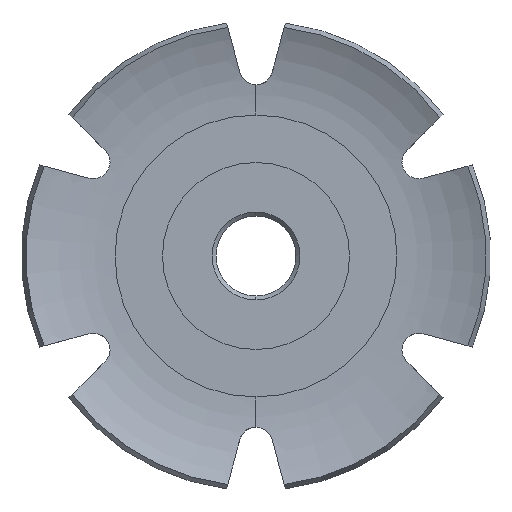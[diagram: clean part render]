
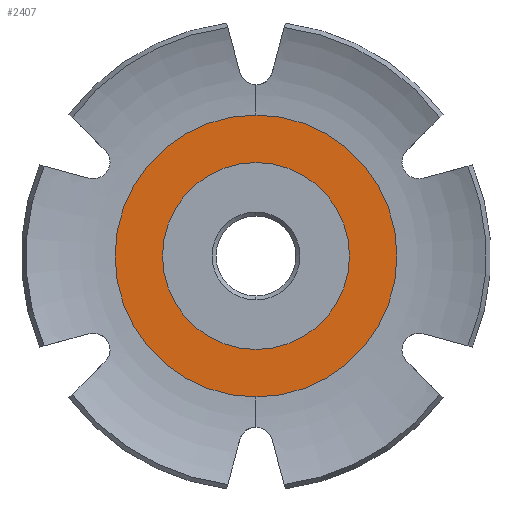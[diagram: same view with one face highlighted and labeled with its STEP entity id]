
A CAD part, front view. The second image highlights one B-rep face of the part: STEP entity #2407.
In plain terms, the highlighted planar face has unit normal (0, -1, 0).
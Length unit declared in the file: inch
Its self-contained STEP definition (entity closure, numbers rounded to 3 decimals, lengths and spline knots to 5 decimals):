
#24 = DIRECTION ( 'NONE',  ( 0., 0., -1. ) ) ;
#34 = EDGE_CURVE ( 'NONE', #1005, #1612, #1866, .T. ) ;
#36 = DIRECTION ( 'NONE',  ( 0., 1., 0. ) ) ;
#57 = CARTESIAN_POINT ( 'NONE',  ( 0., -0.17717, 0.35433 ) ) ;
#58 = CARTESIAN_POINT ( 'NONE',  ( 0., -0.17717, -0.35433 ) ) ;
#416 = EDGE_CURVE ( 'NONE', #1721, #1262, #1141, .T. ) ;
#449 = DIRECTION ( 'NONE',  ( 0., -1., 0. ) ) ;
#456 = EDGE_CURVE ( 'NONE', #1262, #1721, #1108, .T. ) ;
#522 = CIRCLE ( 'NONE', #704, 0.35433 ) ;
#636 = EDGE_LOOP ( 'NONE', ( #2435, #2056 ) ) ;
#674 = CARTESIAN_POINT ( 'NONE',  ( 0., -0.17717, 0. ) ) ;
#704 = AXIS2_PLACEMENT_3D ( 'NONE', #1741, #2394, #1349 ) ;
#795 = AXIS2_PLACEMENT_3D ( 'NONE', #2764, #2738, #2508 ) ;
#821 = CARTESIAN_POINT ( 'NONE',  ( -0.18, -0.17717, 0. ) ) ;
#916 = CARTESIAN_POINT ( 'NONE',  ( 0., -0.17717, 0.235 ) ) ;
#1005 = VERTEX_POINT ( 'NONE', #57 ) ;
#1042 = EDGE_LOOP ( 'NONE', ( #1310, #1520 ) ) ;
#1091 = FACE_BOUND ( 'NONE', #1042, .T. ) ;
#1108 = CIRCLE ( 'NONE', #2193, 0.235 ) ;
#1141 = CIRCLE ( 'NONE', #795, 0.235 ) ;
#1262 = VERTEX_POINT ( 'NONE', #916 ) ;
#1284 = DIRECTION ( 'NONE',  ( 0., 0., 1. ) ) ;
#1293 = DIRECTION ( 'NONE',  ( 0., 1., 0. ) ) ;
#1310 = ORIENTED_EDGE ( 'NONE', *, *, #456, .T. ) ;
#1349 = DIRECTION ( 'NONE',  ( 0., 0., -1. ) ) ;
#1489 = DIRECTION ( 'NONE',  ( 0., 0., 1. ) ) ;
#1510 = AXIS2_PLACEMENT_3D ( 'NONE', #821, #1293, #1489 ) ;
#1520 = ORIENTED_EDGE ( 'NONE', *, *, #416, .T. ) ;
#1612 = VERTEX_POINT ( 'NONE', #58 ) ;
#1721 = VERTEX_POINT ( 'NONE', #2077 ) ;
#1741 = CARTESIAN_POINT ( 'NONE',  ( 0., -0.17717, 0. ) ) ;
#1866 = CIRCLE ( 'NONE', #2411, 0.35433 ) ;
#2056 = ORIENTED_EDGE ( 'NONE', *, *, #34, .T. ) ;
#2077 = CARTESIAN_POINT ( 'NONE',  ( 0., -0.17717, -0.235 ) ) ;
#2193 = AXIS2_PLACEMENT_3D ( 'NONE', #674, #36, #1284 ) ;
#2383 = FACE_OUTER_BOUND ( 'NONE', #636, .T. ) ;
#2388 = CARTESIAN_POINT ( 'NONE',  ( 0., -0.17717, 0. ) ) ;
#2394 = DIRECTION ( 'NONE',  ( 0., -1., 0. ) ) ;
#2407 = ADVANCED_FACE ( 'NONE', ( #1091, #2383 ), #2548, .F. ) ;
#2411 = AXIS2_PLACEMENT_3D ( 'NONE', #2388, #449, #24 ) ;
#2435 = ORIENTED_EDGE ( 'NONE', *, *, #2537, .T. ) ;
#2508 = DIRECTION ( 'NONE',  ( 0., 0., 1. ) ) ;
#2537 = EDGE_CURVE ( 'NONE', #1612, #1005, #522, .T. ) ;
#2548 = PLANE ( 'NONE',  #1510 ) ;
#2738 = DIRECTION ( 'NONE',  ( 0., 1., 0. ) ) ;
#2764 = CARTESIAN_POINT ( 'NONE',  ( 0., -0.17717, 0. ) ) ;
